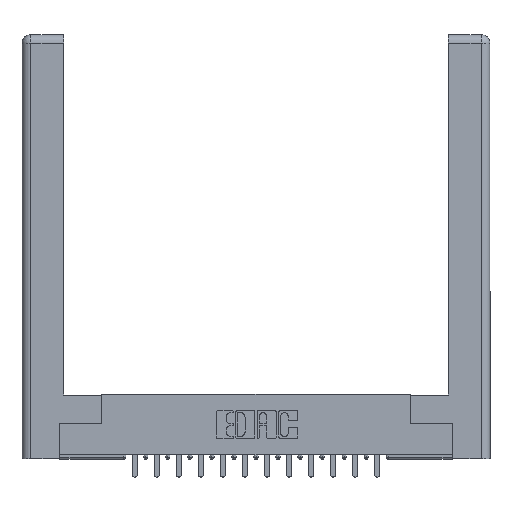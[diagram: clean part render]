
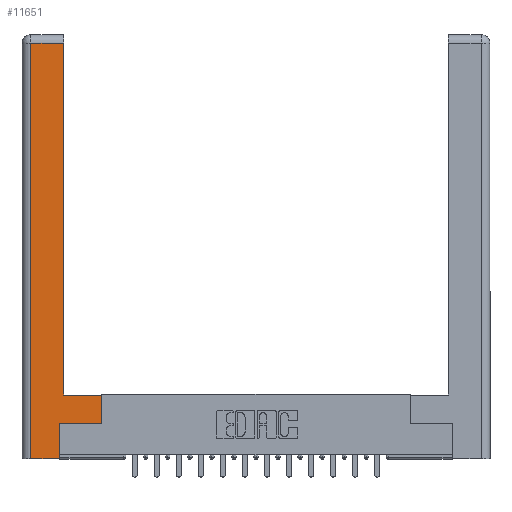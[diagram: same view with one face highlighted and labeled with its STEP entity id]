
A CAD part, top view. The second image highlights one B-rep face of the part: STEP entity #11651.
In plain terms, the highlighted planar face has unit normal (0, 0, 1).
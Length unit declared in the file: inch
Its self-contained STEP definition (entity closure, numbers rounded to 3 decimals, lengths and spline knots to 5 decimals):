
#20 = CARTESIAN_POINT ( 'NONE',  ( 0.565, 0.245, 0. ) ) ;
#239 = EDGE_CURVE ( 'NONE', #17260, #3215, #5509, .T. ) ;
#286 = ORIENTED_EDGE ( 'NONE', *, *, #1997, .T. ) ;
#399 = ORIENTED_EDGE ( 'NONE', *, *, #3422, .T. ) ;
#416 = EDGE_CURVE ( 'NONE', #15219, #15284, #10625, .T. ) ;
#751 = LINE ( 'NONE', #10049, #12937 ) ;
#973 = CARTESIAN_POINT ( 'NONE',  ( 0.0615, 2.94, 0. ) ) ;
#1120 = ORIENTED_EDGE ( 'NONE', *, *, #8596, .T. ) ;
#1413 = DIRECTION ( 'NONE',  ( 0., -1., 0. ) ) ;
#1436 = VECTOR ( 'NONE', #3064, 39.37008 ) ;
#1465 = ORIENTED_EDGE ( 'NONE', *, *, #239, .T. ) ;
#1502 = CARTESIAN_POINT ( 'NONE',  ( 0.295, 3., 0. ) ) ;
#1997 = EDGE_CURVE ( 'NONE', #11927, #9132, #7157, .T. ) ;
#3016 = CARTESIAN_POINT ( 'NONE',  ( 0.565, 0.45, 0. ) ) ;
#3029 = CARTESIAN_POINT ( 'NONE',  ( 0.565, 0.45, 0. ) ) ;
#3033 = LINE ( 'NONE', #5482, #15006 ) ;
#3064 = DIRECTION ( 'NONE',  ( 1., 0., 0. ) ) ;
#3095 = EDGE_CURVE ( 'NONE', #9132, #7321, #3033, .T. ) ;
#3215 = VERTEX_POINT ( 'NONE', #20 ) ;
#3422 = EDGE_CURVE ( 'NONE', #3215, #15219, #9025, .T. ) ;
#3560 = VECTOR ( 'NONE', #8135, 39.37008 ) ;
#3643 = DIRECTION ( 'NONE',  ( -1., 0., 0. ) ) ;
#4581 = CARTESIAN_POINT ( 'NONE',  ( 0.0615, 2.94, 0. ) ) ;
#4825 = AXIS2_PLACEMENT_3D ( 'NONE', #13725, #14869, #14993 ) ;
#4848 = CARTESIAN_POINT ( 'NONE',  ( 0.295, 0.45, 0. ) ) ;
#5482 = CARTESIAN_POINT ( 'NONE',  ( 0.0615, 0., 0. ) ) ;
#5509 = LINE ( 'NONE', #13933, #1436 ) ;
#5567 = PLANE ( 'NONE',  #4825 ) ;
#5869 = EDGE_CURVE ( 'NONE', #15284, #11927, #8080, .T. ) ;
#6306 = DIRECTION ( 'NONE',  ( 1., 0., 0. ) ) ;
#6370 = CARTESIAN_POINT ( 'NONE',  ( 0.265, 0.245, 0. ) ) ;
#6798 = VECTOR ( 'NONE', #3643, 39.37008 ) ;
#7157 = LINE ( 'NONE', #4581, #12699 ) ;
#7321 = VERTEX_POINT ( 'NONE', #8581 ) ;
#7487 = CARTESIAN_POINT ( 'NONE',  ( 0.295, 2.94, 0. ) ) ;
#7741 = VECTOR ( 'NONE', #12438, 39.37008 ) ;
#7816 = EDGE_LOOP ( 'NONE', ( #12050, #286, #16886, #1120, #14427, #1465, #399, #14040 ) ) ;
#8080 = LINE ( 'NONE', #1502, #3560 ) ;
#8135 = DIRECTION ( 'NONE',  ( 0., 1., 0. ) ) ;
#8581 = CARTESIAN_POINT ( 'NONE',  ( 0.0615, 0., 0. ) ) ;
#8596 = EDGE_CURVE ( 'NONE', #7321, #13398, #751, .T. ) ;
#9025 = LINE ( 'NONE', #3016, #7741 ) ;
#9132 = VERTEX_POINT ( 'NONE', #973 ) ;
#10049 = CARTESIAN_POINT ( 'NONE',  ( 0.265, 0., 0. ) ) ;
#10242 = CARTESIAN_POINT ( 'NONE',  ( 0.295, 0.45, 0. ) ) ;
#10625 = LINE ( 'NONE', #4848, #6798 ) ;
#11408 = LINE ( 'NONE', #6370, #16074 ) ;
#11651 = ADVANCED_FACE ( 'NONE', ( #14741 ), #5567, .F. ) ;
#11927 = VERTEX_POINT ( 'NONE', #7487 ) ;
#12050 = ORIENTED_EDGE ( 'NONE', *, *, #5869, .T. ) ;
#12438 = DIRECTION ( 'NONE',  ( 0., 1., 0. ) ) ;
#12699 = VECTOR ( 'NONE', #15573, 39.37008 ) ;
#12937 = VECTOR ( 'NONE', #6306, 39.37008 ) ;
#13398 = VERTEX_POINT ( 'NONE', #17084 ) ;
#13725 = CARTESIAN_POINT ( 'NONE',  ( 0., 0., 0. ) ) ;
#13933 = CARTESIAN_POINT ( 'NONE',  ( 0.565, 0.245, 0. ) ) ;
#14040 = ORIENTED_EDGE ( 'NONE', *, *, #416, .T. ) ;
#14427 = ORIENTED_EDGE ( 'NONE', *, *, #14649, .T. ) ;
#14649 = EDGE_CURVE ( 'NONE', #13398, #17260, #11408, .T. ) ;
#14741 = FACE_OUTER_BOUND ( 'NONE', #7816, .T. ) ;
#14869 = DIRECTION ( 'NONE',  ( 0., 0., -1. ) ) ;
#14993 = DIRECTION ( 'NONE',  ( -1., 0., 0. ) ) ;
#15006 = VECTOR ( 'NONE', #1413, 39.37008 ) ;
#15219 = VERTEX_POINT ( 'NONE', #3029 ) ;
#15284 = VERTEX_POINT ( 'NONE', #10242 ) ;
#15573 = DIRECTION ( 'NONE',  ( -1., 0., 0. ) ) ;
#15835 = DIRECTION ( 'NONE',  ( 0., 1., 0. ) ) ;
#16074 = VECTOR ( 'NONE', #15835, 39.37008 ) ;
#16886 = ORIENTED_EDGE ( 'NONE', *, *, #3095, .T. ) ;
#17082 = CARTESIAN_POINT ( 'NONE',  ( 0.265, 0.245, 0. ) ) ;
#17084 = CARTESIAN_POINT ( 'NONE',  ( 0.265, 0., 0. ) ) ;
#17260 = VERTEX_POINT ( 'NONE', #17082 ) ;
